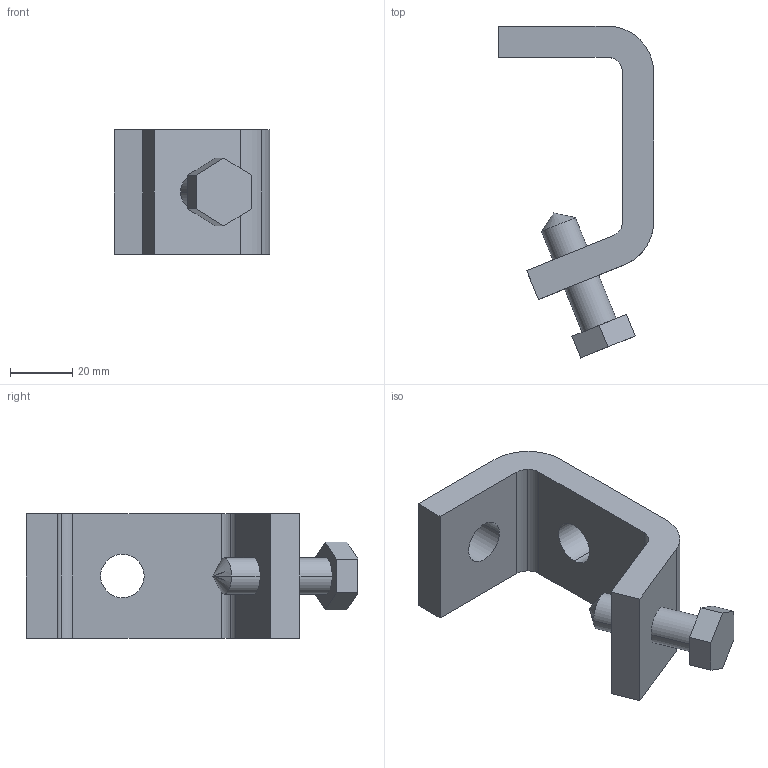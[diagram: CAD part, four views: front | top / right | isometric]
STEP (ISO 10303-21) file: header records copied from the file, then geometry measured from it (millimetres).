
FILE_DESCRIPTION(('TurboCAD Mac Pro'),'Build 980');
FILE_NAME('P1271.stp',' ',(''),(''),'ACIS Interop','IMSI','TurboCAD Mac Pro BY IMSI, INCORPORATED');
FILE_SCHEMA(('automotive_design'));
Length unit declared in the file: inch
Products named in the file (1): 1
Bounding box: 50 x 106.78 x 40 mm (x, y, z)
Volume: 58240.1 mm3; surface area: 16937.4 mm2
Topology: 1 solids, 1 shells, 36 faces, 94 edges, 61 vertices
Faces by surface type: plane 18, cylinder 16, cone 2
Entity records: 1420 total; most frequent: DIRECTION 198, CARTESIAN_POINT 190, ORIENTED_EDGE 184, EDGE_CURVE 92, AXIS2_PLACEMENT_3D 69, VERTEX_POINT 61, LINE 60, VECTOR 60
